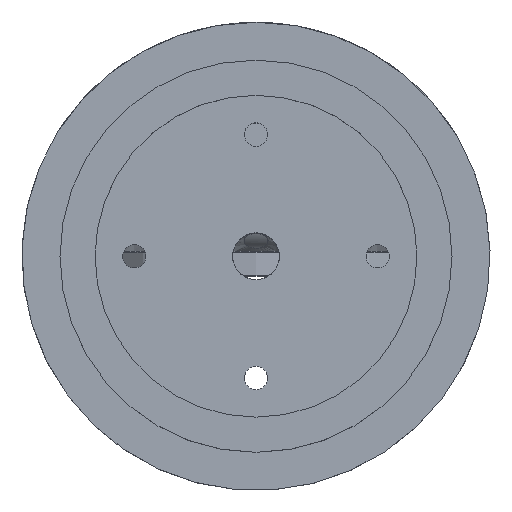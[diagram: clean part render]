
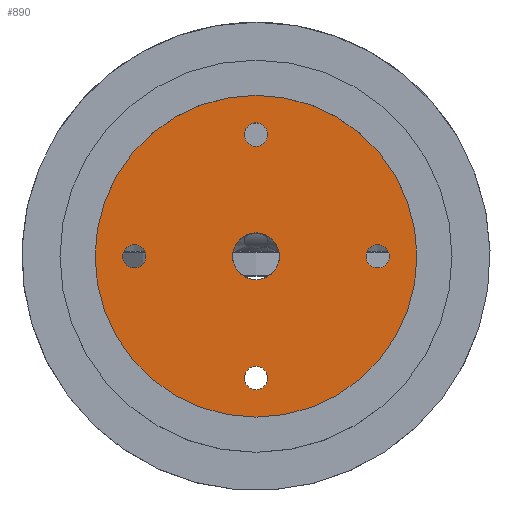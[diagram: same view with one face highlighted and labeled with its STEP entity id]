
A CAD part, top view. The second image highlights one B-rep face of the part: STEP entity #890.
In plain terms, the highlighted planar face has unit normal (0, 0, 1).
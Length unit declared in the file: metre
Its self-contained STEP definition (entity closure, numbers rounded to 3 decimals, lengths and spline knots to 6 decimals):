
#51=PLANE('',#990);
#91=CIRCLE('',#971,0.01375);
#95=CIRCLE('',#978,0.001);
#97=CIRCLE('',#981,0.002);
#99=CIRCLE('',#984,0.001);
#100=CIRCLE('',#986,0.001);
#102=CIRCLE('',#989,0.001);
#191=ORIENTED_EDGE('',*,*,#411,.F.);
#192=ORIENTED_EDGE('',*,*,#409,.F.);
#193=ORIENTED_EDGE('',*,*,#401,.T.);
#194=ORIENTED_EDGE('',*,*,#413,.F.);
#195=ORIENTED_EDGE('',*,*,#416,.F.);
#196=ORIENTED_EDGE('',*,*,#414,.F.);
#401=EDGE_CURVE('',#518,#518,#91,.T.);
#409=EDGE_CURVE('',#524,#524,#95,.T.);
#411=EDGE_CURVE('',#525,#525,#97,.T.);
#413=EDGE_CURVE('',#526,#526,#99,.T.);
#414=EDGE_CURVE('',#527,#527,#100,.T.);
#416=EDGE_CURVE('',#528,#528,#102,.T.);
#518=VERTEX_POINT('',#1393);
#524=VERTEX_POINT('',#1410);
#525=VERTEX_POINT('',#1414);
#526=VERTEX_POINT('',#1418);
#527=VERTEX_POINT('',#1421);
#528=VERTEX_POINT('',#1425);
#715=EDGE_LOOP('',(#191));
#716=EDGE_LOOP('',(#192));
#717=EDGE_LOOP('',(#193));
#718=EDGE_LOOP('',(#194));
#719=EDGE_LOOP('',(#195));
#720=EDGE_LOOP('',(#196));
#800=FACE_BOUND('',#715,.T.);
#801=FACE_BOUND('',#716,.T.);
#802=FACE_BOUND('',#717,.T.);
#803=FACE_BOUND('',#718,.T.);
#804=FACE_BOUND('',#719,.T.);
#805=FACE_BOUND('',#720,.T.);
#890=ADVANCED_FACE('',(#800,#801,#802,#803,#804,#805),#51,.T.);
#971=AXIS2_PLACEMENT_3D('',#1392,#1127,#1128);
#978=AXIS2_PLACEMENT_3D('',#1409,#1145,#1146);
#981=AXIS2_PLACEMENT_3D('',#1413,#1151,#1152);
#984=AXIS2_PLACEMENT_3D('',#1417,#1157,#1158);
#986=AXIS2_PLACEMENT_3D('',#1420,#1161,#1162);
#989=AXIS2_PLACEMENT_3D('',#1424,#1167,#1168);
#990=AXIS2_PLACEMENT_3D('',#1426,#1169,#1170);
#1127=DIRECTION('',(0.,0.,1.));
#1128=DIRECTION('',(0.,-1.,0.));
#1145=DIRECTION('',(0.,0.,1.));
#1146=DIRECTION('',(0.,-1.,0.));
#1151=DIRECTION('',(0.,0.,1.));
#1152=DIRECTION('',(0.,-1.,0.));
#1157=DIRECTION('',(0.,0.,1.));
#1158=DIRECTION('',(0.,-1.,0.));
#1161=DIRECTION('',(0.,0.,1.));
#1162=DIRECTION('',(0.,-1.,0.));
#1167=DIRECTION('',(0.,0.,1.));
#1168=DIRECTION('',(0.,-1.,0.));
#1169=DIRECTION('',(0.,0.,1.));
#1170=DIRECTION('',(0.,-1.,0.));
#1392=CARTESIAN_POINT('',(0.,0.,0.0015));
#1393=CARTESIAN_POINT('',(0.,-0.01375,0.0015));
#1409=CARTESIAN_POINT('',(0.,-0.0104,0.0015));
#1410=CARTESIAN_POINT('',(0.,-0.0114,0.0015));
#1413=CARTESIAN_POINT('',(0.,0.,0.0015));
#1414=CARTESIAN_POINT('',(0.,-0.002,0.0015));
#1417=CARTESIAN_POINT('',(0.0104,0.,0.0015));
#1418=CARTESIAN_POINT('',(0.0104,-0.001,0.0015));
#1420=CARTESIAN_POINT('',(0.,0.0104,0.0015));
#1421=CARTESIAN_POINT('',(0.,0.0094,0.0015));
#1424=CARTESIAN_POINT('',(-0.0104,0.,0.0015));
#1425=CARTESIAN_POINT('',(-0.0104,-0.001,0.0015));
#1426=CARTESIAN_POINT('',(0.,0.,0.0015));
